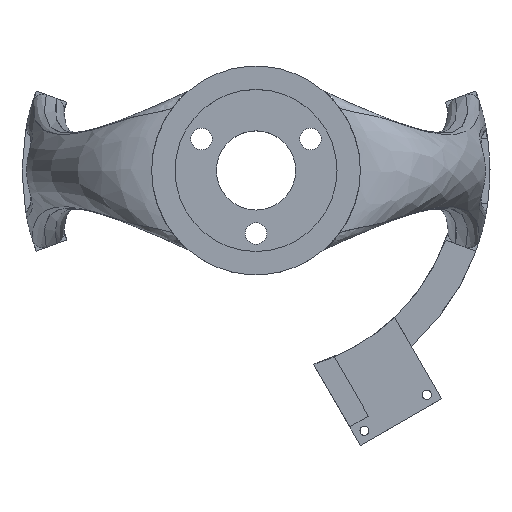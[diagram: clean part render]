
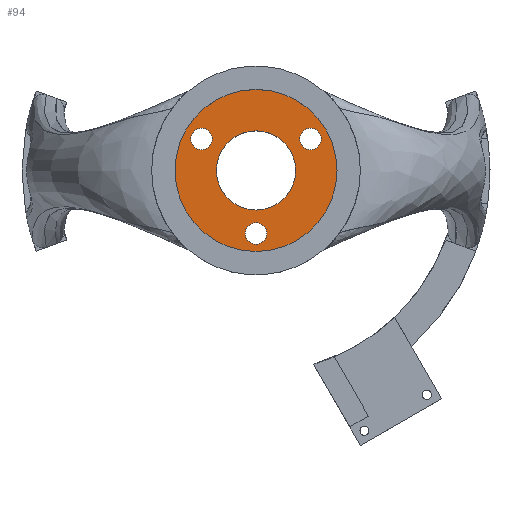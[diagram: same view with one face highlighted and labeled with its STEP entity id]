
A CAD part, top view. The second image highlights one B-rep face of the part: STEP entity #94.
In plain terms, the highlighted planar face has unit normal (0, 0, 1).
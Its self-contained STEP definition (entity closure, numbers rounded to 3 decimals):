
#94=ADVANCED_FACE('',(#187,#126,#127,#128,#129),#1564,.T.);
#126=FACE_BOUND('',#276,.T.);
#127=FACE_BOUND('',#277,.T.);
#128=FACE_BOUND('',#278,.T.);
#129=FACE_BOUND('',#279,.T.);
#187=FACE_OUTER_BOUND('',#275,.T.);
#275=EDGE_LOOP('',(#628,#629));
#276=EDGE_LOOP('',(#630,#631));
#277=EDGE_LOOP('',(#632,#633));
#278=EDGE_LOOP('',(#634,#635));
#279=EDGE_LOOP('',(#636,#637));
#628=ORIENTED_EDGE('',*,*,#915,.F.);
#629=ORIENTED_EDGE('',*,*,#916,.F.);
#630=ORIENTED_EDGE('',*,*,#917,.F.);
#631=ORIENTED_EDGE('',*,*,#918,.F.);
#632=ORIENTED_EDGE('',*,*,#919,.F.);
#633=ORIENTED_EDGE('',*,*,#920,.F.);
#634=ORIENTED_EDGE('',*,*,#921,.F.);
#635=ORIENTED_EDGE('',*,*,#922,.F.);
#636=ORIENTED_EDGE('',*,*,#923,.T.);
#637=ORIENTED_EDGE('',*,*,#912,.T.);
#912=EDGE_CURVE('',#1446,#1447,#1205,.T.);
#915=EDGE_CURVE('',#1448,#1449,#1206,.T.);
#916=EDGE_CURVE('',#1449,#1448,#1207,.T.);
#917=EDGE_CURVE('',#1450,#1451,#1208,.T.);
#918=EDGE_CURVE('',#1451,#1450,#1209,.T.);
#919=EDGE_CURVE('',#1452,#1453,#1210,.T.);
#920=EDGE_CURVE('',#1453,#1452,#1211,.T.);
#921=EDGE_CURVE('',#1454,#1455,#1212,.T.);
#922=EDGE_CURVE('',#1455,#1454,#1213,.T.);
#923=EDGE_CURVE('',#1447,#1446,#1214,.T.);
#1205=TRIMMED_CURVE($,#1297,(#4337),(#4338),.T.,.CARTESIAN.);
#1206=TRIMMED_CURVE($,#1298,(#4344),(#4345),.T.,.CARTESIAN.);
#1207=TRIMMED_CURVE($,#1299,(#4347),(#4348),.T.,.CARTESIAN.);
#1208=TRIMMED_CURVE($,#1300,(#4350),(#4351),.T.,.CARTESIAN.);
#1209=TRIMMED_CURVE($,#1301,(#4353),(#4354),.T.,.CARTESIAN.);
#1210=TRIMMED_CURVE($,#1302,(#4356),(#4357),.T.,.CARTESIAN.);
#1211=TRIMMED_CURVE($,#1303,(#4359),(#4360),.T.,.CARTESIAN.);
#1212=TRIMMED_CURVE($,#1304,(#4362),(#4363),.T.,.CARTESIAN.);
#1213=TRIMMED_CURVE($,#1305,(#4365),(#4366),.T.,.CARTESIAN.);
#1214=TRIMMED_CURVE($,#1306,(#4368),(#4369),.T.,.CARTESIAN.);
#1297=CIRCLE('',#1781,11.);
#1298=CIRCLE('',#1782,22.5);
#1299=CIRCLE('',#1783,22.5);
#1300=CIRCLE('',#1784,3.);
#1301=CIRCLE('',#1785,3.);
#1302=CIRCLE('',#1786,3.);
#1303=CIRCLE('',#1787,3.);
#1304=CIRCLE('',#1788,3.);
#1305=CIRCLE('',#1789,3.);
#1306=CIRCLE('',#1790,11.);
#1446=VERTEX_POINT('',#4271);
#1447=VERTEX_POINT('',#4272);
#1448=VERTEX_POINT('',#4273);
#1449=VERTEX_POINT('',#4274);
#1450=VERTEX_POINT('',#4275);
#1451=VERTEX_POINT('',#4276);
#1452=VERTEX_POINT('',#4277);
#1453=VERTEX_POINT('',#4278);
#1454=VERTEX_POINT('',#4279);
#1455=VERTEX_POINT('',#4280);
#1564=PLANE('',#1754);
#1754=AXIS2_PLACEMENT_3D('',#4243,#1962,$);
#1781=AXIS2_PLACEMENT_3D($,#4336,#2004,#2005);
#1782=AXIS2_PLACEMENT_3D($,#4343,#2006,#2007);
#1783=AXIS2_PLACEMENT_3D($,#4346,#2008,#2009);
#1784=AXIS2_PLACEMENT_3D($,#4349,#2010,#2011);
#1785=AXIS2_PLACEMENT_3D($,#4352,#2012,#2013);
#1786=AXIS2_PLACEMENT_3D($,#4355,#2014,#2015);
#1787=AXIS2_PLACEMENT_3D($,#4358,#2016,#2017);
#1788=AXIS2_PLACEMENT_3D($,#4361,#2018,#2019);
#1789=AXIS2_PLACEMENT_3D($,#4364,#2020,#2021);
#1790=AXIS2_PLACEMENT_3D($,#4367,#2022,#2023);
#1962=DIRECTION('',(0.,0.,1.));
#2004=DIRECTION('',(0.,0.,-1.));
#2005=DIRECTION('',(-1.,0.,0.));
#2006=DIRECTION('',(0.,0.,-1.));
#2007=DIRECTION('',(-1.,0.,0.));
#2008=DIRECTION('',(0.,0.,-1.));
#2009=DIRECTION('',(1.,0.,0.));
#2010=DIRECTION('',(0.,0.,1.));
#2011=DIRECTION('',(1.,0.,0.));
#2012=DIRECTION('',(0.,0.,1.));
#2013=DIRECTION('',(-1.,0.,0.));
#2014=DIRECTION('',(0.,0.,1.));
#2015=DIRECTION('',(1.,0.,0.));
#2016=DIRECTION('',(0.,0.,1.));
#2017=DIRECTION('',(-1.,0.,0.));
#2018=DIRECTION('',(0.,0.,1.));
#2019=DIRECTION('',(1.,0.,0.));
#2020=DIRECTION('',(0.,0.,1.));
#2021=DIRECTION('',(-1.,0.,0.));
#2022=DIRECTION('',(0.,0.,-1.));
#2023=DIRECTION('',(1.,0.,0.));
#4243=CARTESIAN_POINT('',(22.5,22.5,16.));
#4271=CARTESIAN_POINT('',(-11.,0.,16.));
#4272=CARTESIAN_POINT('',(11.,0.,16.));
#4273=CARTESIAN_POINT('',(-22.5,0.,16.));
#4274=CARTESIAN_POINT('',(22.5,0.,16.));
#4275=CARTESIAN_POINT('',(3.,-17.5,16.));
#4276=CARTESIAN_POINT('',(-3.,-17.5,16.));
#4277=CARTESIAN_POINT('',(18.155,8.75,16.));
#4278=CARTESIAN_POINT('',(12.155,8.75,16.));
#4279=CARTESIAN_POINT('',(-12.155,8.75,16.));
#4280=CARTESIAN_POINT('',(-18.155,8.75,16.));
#4336=CARTESIAN_POINT('',(0.,0.,16.));
#4337=CARTESIAN_POINT('',(-11.,0.,16.));
#4338=CARTESIAN_POINT('',(11.,0.,16.));
#4343=CARTESIAN_POINT('',(0.,0.,16.));
#4344=CARTESIAN_POINT('',(-22.5,0.,16.));
#4345=CARTESIAN_POINT('',(22.5,0.,16.));
#4346=CARTESIAN_POINT('',(0.,0.,16.));
#4347=CARTESIAN_POINT('',(22.5,0.,16.));
#4348=CARTESIAN_POINT('',(-22.5,0.,16.));
#4349=CARTESIAN_POINT('',(0.,-17.5,16.));
#4350=CARTESIAN_POINT('',(3.,-17.5,16.));
#4351=CARTESIAN_POINT('',(-3.,-17.5,16.));
#4352=CARTESIAN_POINT('',(0.,-17.5,16.));
#4353=CARTESIAN_POINT('',(-3.,-17.5,16.));
#4354=CARTESIAN_POINT('',(3.,-17.5,16.));
#4355=CARTESIAN_POINT('',(15.155,8.75,16.));
#4356=CARTESIAN_POINT('',(18.155,8.75,16.));
#4357=CARTESIAN_POINT('',(12.155,8.75,16.));
#4358=CARTESIAN_POINT('',(15.155,8.75,16.));
#4359=CARTESIAN_POINT('',(12.155,8.75,16.));
#4360=CARTESIAN_POINT('',(18.155,8.75,16.));
#4361=CARTESIAN_POINT('',(-15.155,8.75,16.));
#4362=CARTESIAN_POINT('',(-12.155,8.75,16.));
#4363=CARTESIAN_POINT('',(-18.155,8.75,16.));
#4364=CARTESIAN_POINT('',(-15.155,8.75,16.));
#4365=CARTESIAN_POINT('',(-18.155,8.75,16.));
#4366=CARTESIAN_POINT('',(-12.155,8.75,16.));
#4367=CARTESIAN_POINT('',(0.,0.,16.));
#4368=CARTESIAN_POINT('',(11.,0.,16.));
#4369=CARTESIAN_POINT('',(-11.,0.,16.));
